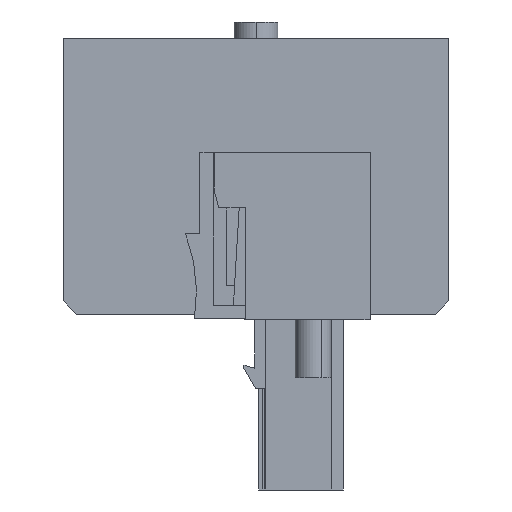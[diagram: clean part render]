
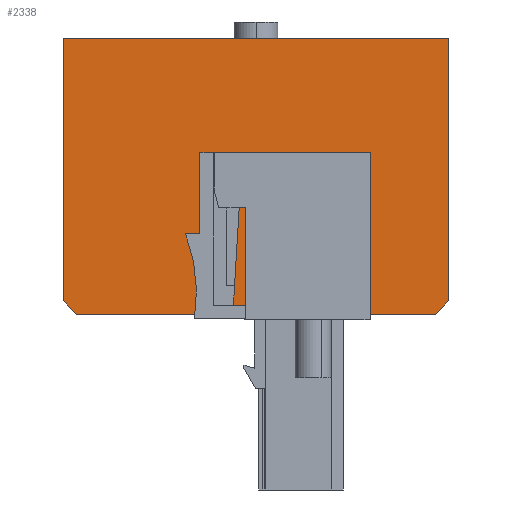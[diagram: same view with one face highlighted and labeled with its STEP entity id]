
A CAD part, left-side view. The second image highlights one B-rep face of the part: STEP entity #2338.
In plain terms, the highlighted planar face has unit normal (-1, 0, 0).
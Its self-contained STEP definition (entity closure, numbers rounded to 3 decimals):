
#2186=AXIS2_PLACEMENT_3D('Plane Axis2P3D',#2183,#2184,#2185) ;
#144=CARTESIAN_POINT('Vertex',(7.32,35.05,41.05)) ;
#147=CARTESIAN_POINT('Line Origine',(7.32,17.525,41.05)) ;
#151=CARTESIAN_POINT('Vertex',(7.32,0.,41.05)) ;
#1483=CARTESIAN_POINT('Line Origine',(7.32,35.05,29.125)) ;
#1487=CARTESIAN_POINT('Vertex',(7.32,35.05,17.2)) ;
#2183=CARTESIAN_POINT('Axis2P3D Location',(7.32,0.,0.)) ;
#2188=CARTESIAN_POINT('Line Origine',(7.32,0.,29.125)) ;
#2192=CARTESIAN_POINT('Vertex',(7.32,0.,17.2)) ;
#2195=CARTESIAN_POINT('Line Origine',(7.32,34.45,16.6)) ;
#2199=CARTESIAN_POINT('Vertex',(7.32,33.85,16.)) ;
#2202=CARTESIAN_POINT('Line Origine',(7.32,26.2,16.)) ;
#2206=CARTESIAN_POINT('Vertex',(7.32,18.55,16.)) ;
#2209=CARTESIAN_POINT('Line Origine',(7.32,18.55,15.75)) ;
#2213=CARTESIAN_POINT('Vertex',(7.32,18.55,15.5)) ;
#2216=CARTESIAN_POINT('Line Origine',(7.32,13.525,15.5)) ;
#2220=CARTESIAN_POINT('Vertex',(7.32,8.5,15.5)) ;
#2223=CARTESIAN_POINT('Line Origine',(7.32,8.5,15.75)) ;
#2227=CARTESIAN_POINT('Vertex',(7.32,8.5,16.)) ;
#2230=CARTESIAN_POINT('Line Origine',(7.32,4.85,16.)) ;
#2234=CARTESIAN_POINT('Vertex',(7.32,1.2,16.)) ;
#2237=CARTESIAN_POINT('Line Origine',(7.32,0.6,16.6)) ;
#2254=CARTESIAN_POINT('Line Origine',(7.32,7.15,23.075)) ;
#2258=CARTESIAN_POINT('Vertex',(7.32,7.15,17.15)) ;
#2260=CARTESIAN_POINT('Vertex',(7.32,7.15,29.)) ;
#2263=CARTESIAN_POINT('Line Origine',(7.32,12.827,17.15)) ;
#2267=CARTESIAN_POINT('Vertex',(7.32,18.503,17.15)) ;
#2270=CARTESIAN_POINT('Line Origine',(7.32,18.503,23.075)) ;
#2274=CARTESIAN_POINT('Vertex',(7.32,18.503,29.)) ;
#2277=CARTESIAN_POINT('Line Origine',(7.32,12.827,29.)) ;
#2288=CARTESIAN_POINT('Line Origine',(7.32,20.31,27.45)) ;
#2292=CARTESIAN_POINT('Vertex',(7.32,20.31,29.2)) ;
#2294=CARTESIAN_POINT('Vertex',(7.32,20.31,25.7)) ;
#2297=CARTESIAN_POINT('Line Origine',(7.32,20.609,25.7)) ;
#2301=CARTESIAN_POINT('Vertex',(7.32,20.908,25.7)) ;
#2304=CARTESIAN_POINT('Line Origine',(7.32,21.109,26.45)) ;
#2308=CARTESIAN_POINT('Vertex',(7.32,21.31,27.2)) ;
#2311=CARTESIAN_POINT('Line Origine',(7.32,21.31,28.95)) ;
#2315=CARTESIAN_POINT('Vertex',(7.32,21.31,30.7)) ;
#2318=CARTESIAN_POINT('Line Origine',(7.32,21.011,30.7)) ;
#2322=CARTESIAN_POINT('Vertex',(7.32,20.712,30.7)) ;
#2325=CARTESIAN_POINT('Line Origine',(7.32,20.511,29.95)) ;
#148=DIRECTION('Vector Direction',(0.,1.,0.)) ;
#1484=DIRECTION('Vector Direction',(0.,0.,-1.)) ;
#2184=DIRECTION('Axis2P3D Direction',(-1.,0.,0.)) ;
#2185=DIRECTION('Axis2P3D XDirection',(0.,0.,1.)) ;
#2189=DIRECTION('Vector Direction',(0.,0.,1.)) ;
#2196=DIRECTION('Vector Direction',(0.,-0.707,-0.707)) ;
#2203=DIRECTION('Vector Direction',(0.,-1.,0.)) ;
#2210=DIRECTION('Vector Direction',(0.,0.,-1.)) ;
#2217=DIRECTION('Vector Direction',(0.,-1.,0.)) ;
#2224=DIRECTION('Vector Direction',(0.,0.,-1.)) ;
#2231=DIRECTION('Vector Direction',(0.,-1.,0.)) ;
#2238=DIRECTION('Vector Direction',(0.,-0.707,0.707)) ;
#2255=DIRECTION('Vector Direction',(0.,0.,1.)) ;
#2264=DIRECTION('Vector Direction',(0.,1.,0.)) ;
#2271=DIRECTION('Vector Direction',(0.,0.,-1.)) ;
#2278=DIRECTION('Vector Direction',(0.,-1.,0.)) ;
#2289=DIRECTION('Vector Direction',(0.,0.,-1.)) ;
#2298=DIRECTION('Vector Direction',(0.,1.,0.)) ;
#2305=DIRECTION('Vector Direction',(0.,-0.259,-0.966)) ;
#2312=DIRECTION('Vector Direction',(0.,0.,1.)) ;
#2319=DIRECTION('Vector Direction',(0.,1.,0.)) ;
#2326=DIRECTION('Vector Direction',(0.,0.259,0.966)) ;
#149=VECTOR('Line Direction',#148,1.) ;
#1485=VECTOR('Line Direction',#1484,1.) ;
#2190=VECTOR('Line Direction',#2189,1.) ;
#2197=VECTOR('Line Direction',#2196,1.) ;
#2204=VECTOR('Line Direction',#2203,1.) ;
#2211=VECTOR('Line Direction',#2210,1.) ;
#2218=VECTOR('Line Direction',#2217,1.) ;
#2225=VECTOR('Line Direction',#2224,1.) ;
#2232=VECTOR('Line Direction',#2231,1.) ;
#2239=VECTOR('Line Direction',#2238,1.) ;
#2256=VECTOR('Line Direction',#2255,1.) ;
#2265=VECTOR('Line Direction',#2264,1.) ;
#2272=VECTOR('Line Direction',#2271,1.) ;
#2279=VECTOR('Line Direction',#2278,1.) ;
#2290=VECTOR('Line Direction',#2289,1.) ;
#2299=VECTOR('Line Direction',#2298,1.) ;
#2306=VECTOR('Line Direction',#2305,1.) ;
#2313=VECTOR('Line Direction',#2312,1.) ;
#2320=VECTOR('Line Direction',#2319,1.) ;
#2327=VECTOR('Line Direction',#2326,1.) ;
#2243=ORIENTED_EDGE('',*,*,#2194,.T.) ;
#2244=ORIENTED_EDGE('',*,*,#153,.T.) ;
#2245=ORIENTED_EDGE('',*,*,#1489,.T.) ;
#2246=ORIENTED_EDGE('',*,*,#2201,.T.) ;
#2247=ORIENTED_EDGE('',*,*,#2208,.T.) ;
#2248=ORIENTED_EDGE('',*,*,#2215,.T.) ;
#2249=ORIENTED_EDGE('',*,*,#2222,.T.) ;
#2250=ORIENTED_EDGE('',*,*,#2229,.T.) ;
#2251=ORIENTED_EDGE('',*,*,#2236,.T.) ;
#2252=ORIENTED_EDGE('',*,*,#2241,.T.) ;
#2283=ORIENTED_EDGE('',*,*,#2262,.F.) ;
#2284=ORIENTED_EDGE('',*,*,#2269,.T.) ;
#2285=ORIENTED_EDGE('',*,*,#2276,.F.) ;
#2286=ORIENTED_EDGE('',*,*,#2281,.F.) ;
#2331=ORIENTED_EDGE('',*,*,#2296,.T.) ;
#2332=ORIENTED_EDGE('',*,*,#2303,.F.) ;
#2333=ORIENTED_EDGE('',*,*,#2310,.T.) ;
#2334=ORIENTED_EDGE('',*,*,#2317,.F.) ;
#2335=ORIENTED_EDGE('',*,*,#2324,.F.) ;
#2336=ORIENTED_EDGE('',*,*,#2329,.T.) ;
#2287=FACE_BOUND('',#2282,.T.) ;
#2337=FACE_BOUND('',#2330,.T.) ;
#2338=ADVANCED_FACE('HOUSING',(#2253,#2287,#2337),#2187,.T.) ;
#153=EDGE_CURVE('',#152,#145,#150,.T.) ;
#1489=EDGE_CURVE('',#145,#1488,#1486,.T.) ;
#2194=EDGE_CURVE('',#2193,#152,#2191,.T.) ;
#2201=EDGE_CURVE('',#1488,#2200,#2198,.T.) ;
#2208=EDGE_CURVE('',#2200,#2207,#2205,.T.) ;
#2215=EDGE_CURVE('',#2207,#2214,#2212,.T.) ;
#2222=EDGE_CURVE('',#2214,#2221,#2219,.T.) ;
#2229=EDGE_CURVE('',#2221,#2228,#2226,.F.) ;
#2236=EDGE_CURVE('',#2228,#2235,#2233,.T.) ;
#2241=EDGE_CURVE('',#2235,#2193,#2240,.T.) ;
#2262=EDGE_CURVE('',#2259,#2261,#2257,.T.) ;
#2269=EDGE_CURVE('',#2259,#2268,#2266,.T.) ;
#2276=EDGE_CURVE('',#2275,#2268,#2273,.T.) ;
#2281=EDGE_CURVE('',#2261,#2275,#2280,.F.) ;
#2296=EDGE_CURVE('',#2293,#2295,#2291,.T.) ;
#2303=EDGE_CURVE('',#2302,#2295,#2300,.F.) ;
#2310=EDGE_CURVE('',#2302,#2309,#2307,.F.) ;
#2317=EDGE_CURVE('',#2316,#2309,#2314,.F.) ;
#2324=EDGE_CURVE('',#2323,#2316,#2321,.T.) ;
#2329=EDGE_CURVE('',#2323,#2293,#2328,.F.) ;
#2242=EDGE_LOOP('',(#2243,#2244,#2245,#2246,#2247,#2248,#2249,#2250,#2251,#2252)) ;
#2282=EDGE_LOOP('',(#2283,#2284,#2285,#2286)) ;
#2330=EDGE_LOOP('',(#2331,#2332,#2333,#2334,#2335,#2336)) ;
#2253=FACE_OUTER_BOUND('',#2242,.T.) ;
#150=LINE('Line',#147,#149) ;
#1486=LINE('Line',#1483,#1485) ;
#2191=LINE('Line',#2188,#2190) ;
#2198=LINE('Line',#2195,#2197) ;
#2205=LINE('Line',#2202,#2204) ;
#2212=LINE('Line',#2209,#2211) ;
#2219=LINE('Line',#2216,#2218) ;
#2226=LINE('Line',#2223,#2225) ;
#2233=LINE('Line',#2230,#2232) ;
#2240=LINE('Line',#2237,#2239) ;
#2257=LINE('Line',#2254,#2256) ;
#2266=LINE('Line',#2263,#2265) ;
#2273=LINE('Line',#2270,#2272) ;
#2280=LINE('Line',#2277,#2279) ;
#2291=LINE('Line',#2288,#2290) ;
#2300=LINE('Line',#2297,#2299) ;
#2307=LINE('Line',#2304,#2306) ;
#2314=LINE('Line',#2311,#2313) ;
#2321=LINE('Line',#2318,#2320) ;
#2328=LINE('Line',#2325,#2327) ;
#2187=PLANE('',#2186) ;
#145=VERTEX_POINT('',#144) ;
#152=VERTEX_POINT('',#151) ;
#1488=VERTEX_POINT('',#1487) ;
#2193=VERTEX_POINT('',#2192) ;
#2200=VERTEX_POINT('',#2199) ;
#2207=VERTEX_POINT('',#2206) ;
#2214=VERTEX_POINT('',#2213) ;
#2221=VERTEX_POINT('',#2220) ;
#2228=VERTEX_POINT('',#2227) ;
#2235=VERTEX_POINT('',#2234) ;
#2259=VERTEX_POINT('',#2258) ;
#2261=VERTEX_POINT('',#2260) ;
#2268=VERTEX_POINT('',#2267) ;
#2275=VERTEX_POINT('',#2274) ;
#2293=VERTEX_POINT('',#2292) ;
#2295=VERTEX_POINT('',#2294) ;
#2302=VERTEX_POINT('',#2301) ;
#2309=VERTEX_POINT('',#2308) ;
#2316=VERTEX_POINT('',#2315) ;
#2323=VERTEX_POINT('',#2322) ;
